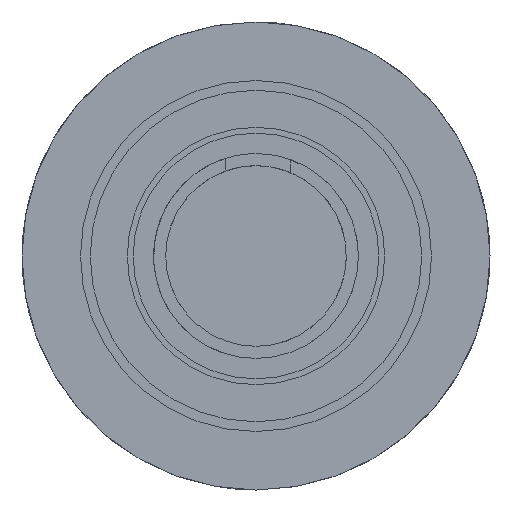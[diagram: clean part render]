
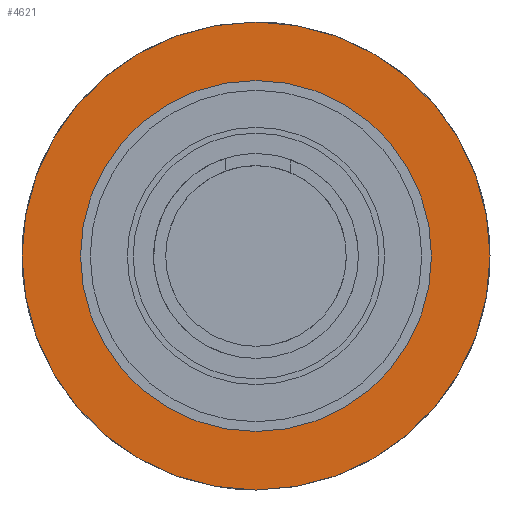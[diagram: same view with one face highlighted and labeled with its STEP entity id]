
A CAD part, front view. The second image highlights one B-rep face of the part: STEP entity #4621.
In plain terms, the highlighted planar face has unit normal (0, -1, 0).
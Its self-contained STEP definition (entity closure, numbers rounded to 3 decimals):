
#25 = DIRECTION ( 'NONE',  ( 0., 0., -1. ) ) ;
#31 = AXIS2_PLACEMENT_3D ( 'NONE', #905, #1419, #1848 ) ;
#38 = CIRCLE ( 'NONE', #4813, 15. ) ;
#612 = CARTESIAN_POINT ( 'NONE',  ( 0., 0., 20. ) ) ;
#646 = AXIS2_PLACEMENT_3D ( 'NONE', #4203, #1037, #4711 ) ;
#690 = ORIENTED_EDGE ( 'NONE', *, *, #1026, .F. ) ;
#905 = CARTESIAN_POINT ( 'NONE',  ( 0., 0., 0. ) ) ;
#977 = EDGE_LOOP ( 'NONE', ( #690, #5616 ) ) ;
#989 = CARTESIAN_POINT ( 'NONE',  ( 0., 0., -20. ) ) ;
#1026 = EDGE_CURVE ( 'NONE', #6049, #4358, #1798, .T. ) ;
#1037 = DIRECTION ( 'NONE',  ( 0., 1., 0. ) ) ;
#1419 = DIRECTION ( 'NONE',  ( 0., 1., 0. ) ) ;
#1437 = FACE_OUTER_BOUND ( 'NONE', #1799, .T. ) ;
#1545 = DIRECTION ( 'NONE',  ( 0., 1., 0. ) ) ;
#1798 = CIRCLE ( 'NONE', #5437, 15. ) ;
#1799 = EDGE_LOOP ( 'NONE', ( #5313, #6182 ) ) ;
#1848 = DIRECTION ( 'NONE',  ( 0., 0., 1. ) ) ;
#1968 = EDGE_CURVE ( 'NONE', #2546, #4729, #2109, .T. ) ;
#2067 = PLANE ( 'NONE',  #2347 ) ;
#2109 = CIRCLE ( 'NONE', #646, 20. ) ;
#2347 = AXIS2_PLACEMENT_3D ( 'NONE', #4176, #1545, #5761 ) ;
#2546 = VERTEX_POINT ( 'NONE', #989 ) ;
#2912 = EDGE_CURVE ( 'NONE', #4729, #2546, #5179, .T. ) ;
#3219 = CARTESIAN_POINT ( 'NONE',  ( 0., 0., 0. ) ) ;
#4176 = CARTESIAN_POINT ( 'NONE',  ( 0., 0., 0. ) ) ;
#4203 = CARTESIAN_POINT ( 'NONE',  ( 0., 0., 0. ) ) ;
#4358 = VERTEX_POINT ( 'NONE', #5608 ) ;
#4621 = ADVANCED_FACE ( 'NONE', ( #5247, #1437 ), #2067, .F. ) ;
#4711 = DIRECTION ( 'NONE',  ( 0., 0., 1. ) ) ;
#4729 = VERTEX_POINT ( 'NONE', #612 ) ;
#4813 = AXIS2_PLACEMENT_3D ( 'NONE', #3219, #4842, #5869 ) ;
#4842 = DIRECTION ( 'NONE',  ( 0., -1., 0. ) ) ;
#5179 = CIRCLE ( 'NONE', #31, 20. ) ;
#5247 = FACE_BOUND ( 'NONE', #977, .T. ) ;
#5313 = ORIENTED_EDGE ( 'NONE', *, *, #1968, .F. ) ;
#5437 = AXIS2_PLACEMENT_3D ( 'NONE', #6671, #6233, #25 ) ;
#5608 = CARTESIAN_POINT ( 'NONE',  ( 0., 0., -15. ) ) ;
#5616 = ORIENTED_EDGE ( 'NONE', *, *, #5992, .F. ) ;
#5761 = DIRECTION ( 'NONE',  ( 0., 0., 1. ) ) ;
#5844 = CARTESIAN_POINT ( 'NONE',  ( 0., 0., 15. ) ) ;
#5869 = DIRECTION ( 'NONE',  ( 0., 0., -1. ) ) ;
#5992 = EDGE_CURVE ( 'NONE', #4358, #6049, #38, .T. ) ;
#6049 = VERTEX_POINT ( 'NONE', #5844 ) ;
#6182 = ORIENTED_EDGE ( 'NONE', *, *, #2912, .F. ) ;
#6233 = DIRECTION ( 'NONE',  ( 0., -1., 0. ) ) ;
#6671 = CARTESIAN_POINT ( 'NONE',  ( 0., 0., 0. ) ) ;
